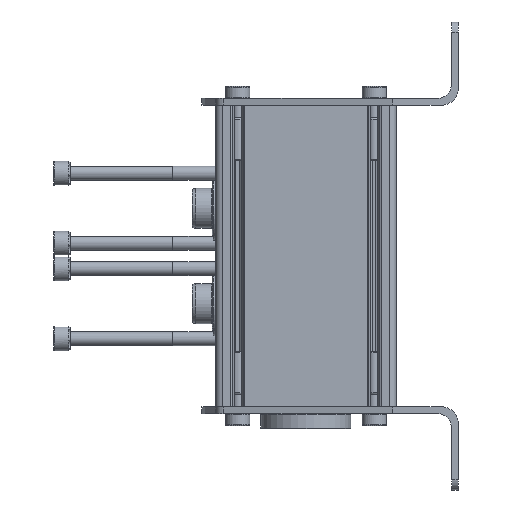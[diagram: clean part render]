
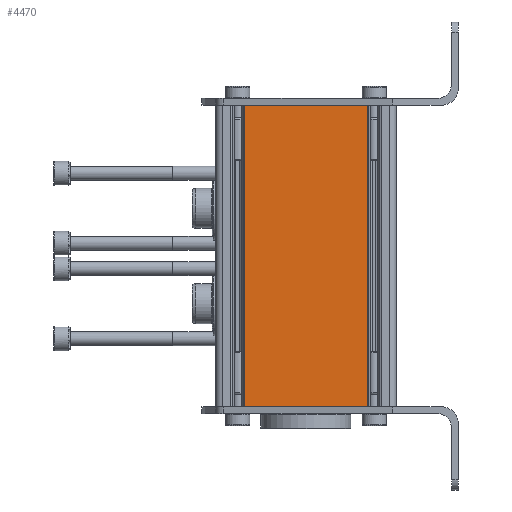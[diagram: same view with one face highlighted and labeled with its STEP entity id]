
A CAD part, left-side view. The second image highlights one B-rep face of the part: STEP entity #4470.
In plain terms, the highlighted planar face has unit normal (-1, 0, 0).
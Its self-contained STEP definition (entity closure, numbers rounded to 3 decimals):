
#270=LINE('',#7233,#594);
#271=LINE('',#7235,#595);
#272=LINE('',#7237,#596);
#273=LINE('',#7239,#597);
#594=VECTOR('',#5741,1000.);
#595=VECTOR('',#5744,1000.);
#596=VECTOR('',#5745,1000.);
#597=VECTOR('',#5746,1000.);
#822=PLANE('',#4898);
#1468=ORIENTED_EDGE('',*,*,#2639,.F.);
#1469=ORIENTED_EDGE('',*,*,#2638,.F.);
#1470=ORIENTED_EDGE('',*,*,#2640,.T.);
#1471=ORIENTED_EDGE('',*,*,#2641,.T.);
#2638=EDGE_CURVE('',#3191,#3190,#270,.T.);
#2639=EDGE_CURVE('',#3190,#3192,#271,.T.);
#2640=EDGE_CURVE('',#3191,#3193,#272,.T.);
#2641=EDGE_CURVE('',#3193,#3192,#273,.T.);
#3190=VERTEX_POINT('',#7230);
#3191=VERTEX_POINT('',#7232);
#3192=VERTEX_POINT('',#7236);
#3193=VERTEX_POINT('',#7238);
#3589=EDGE_LOOP('',(#1468,#1469,#1470,#1471));
#3975=FACE_BOUND('',#3589,.T.);
#4470=ADVANCED_FACE('',(#3975),#822,.T.);
#4898=AXIS2_PLACEMENT_3D('',#7234,#5742,#5743);
#5741=DIRECTION('',(0.,0.,1.));
#5742=DIRECTION('',(-1.,0.,0.));
#5743=DIRECTION('',(0.,0.,1.));
#5744=DIRECTION('',(0.,-1.,0.));
#5745=DIRECTION('',(0.,-1.,0.));
#5746=DIRECTION('',(0.,0.,1.));
#7230=CARTESIAN_POINT('',(-14.35,17.679,0.));
#7232=CARTESIAN_POINT('',(-14.35,17.679,-87.));
#7233=CARTESIAN_POINT('',(-14.35,17.679,-87.));
#7234=CARTESIAN_POINT('',(-14.35,17.679,-87.));
#7235=CARTESIAN_POINT('',(-14.35,17.679,0.));
#7236=CARTESIAN_POINT('',(-14.35,-17.679,0.));
#7237=CARTESIAN_POINT('',(-14.35,17.679,-87.));
#7238=CARTESIAN_POINT('',(-14.35,-17.679,-87.));
#7239=CARTESIAN_POINT('',(-14.35,-17.679,-87.));
